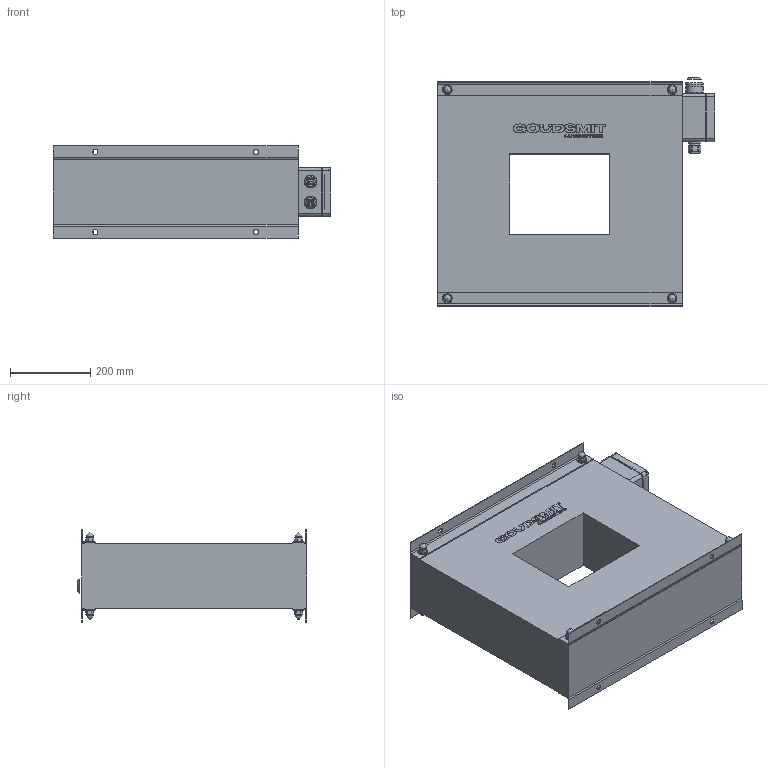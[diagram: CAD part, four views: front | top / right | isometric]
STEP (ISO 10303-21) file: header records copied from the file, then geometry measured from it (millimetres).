
FILE_DESCRIPTION(/* description */ (''),/* implementation_level */ '2;1');
FILE_NAME(/* name */ 'EDTR252006.stp',/* time_stamp */ '2023-03-15T08:14:15+01:00',/* author */ ('dk'),/* organization */ (''),/* preprocessor_version */ 'ST-DEVELOPER v18.1',/* originating_system */ 'Autodesk Inventor 2021',/* authorisation */ '');
FILE_SCHEMA (('AUTOMOTIVE_DESIGN { 1 0 10303 214 3 1 1 }'));
Products named in the file (1): Part2
Bounding box: 691.2 x 570.68 x 230 mm (x, y, z)
Volume: 24566005 mm3; surface area: 2265577.1 mm2
Topology: 2 solids, 33 shells, 2408 faces, 6539 edges, 4302 vertices
Faces by surface type: plane 1569, cylinder 486, cone 185, bspline 132, torus 24, sphere 12
Full cylindrical faces by diameter (mm): 4 x8, 4.917 x11, 5 x4, 5.5 x4, 5.6 x6, 6 x12, 7 x8, 10 x8, 10.106 x4, 11 x4, 12 x8, 12.5 x16, 13 x8, 13.2 x4, 17 x14, 20.4 x1, 22.5 x1, 24 x8, 25 x1, 26 x3, 32 x2, 44 x1
Entity records: 79612 total; most frequent: CARTESIAN_POINT 16510, ORIENTED_EDGE 12916, DIRECTION 12104, EDGE_CURVE 6522, VERTEX_POINT 4302, LINE 4290, VECTOR 4290, AXIS2_PLACEMENT_3D 3907
